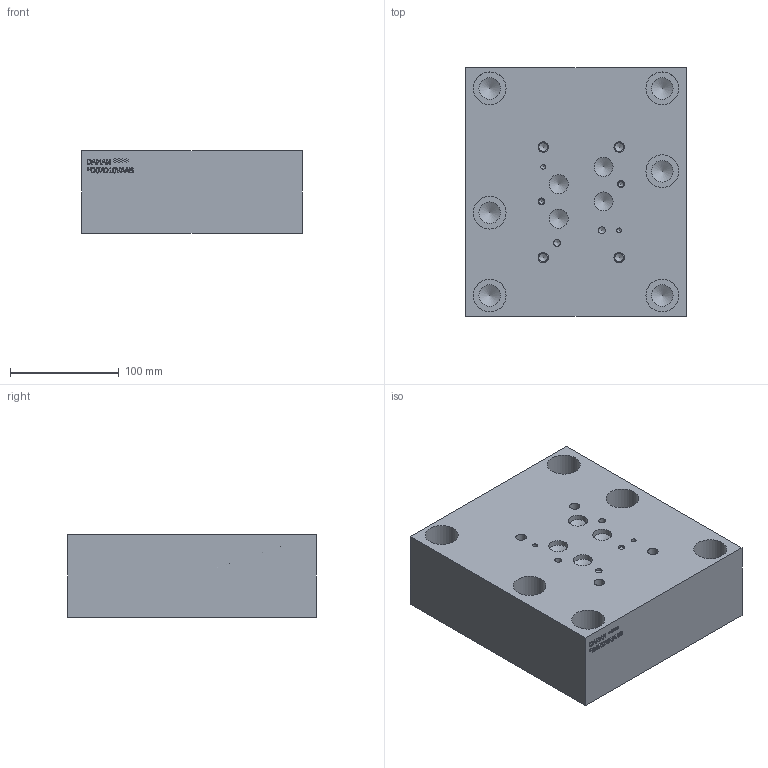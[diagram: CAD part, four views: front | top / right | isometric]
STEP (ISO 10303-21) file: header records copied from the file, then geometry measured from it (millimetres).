
FILE_DESCRIPTION(/* description */ (''),/* implementation_level */ '2;1');
FILE_NAME(/* name */ '_D07D10VAAB.stp',/* time_stamp */ '2020-09-24T16:42:52-04:00',/* author */ ('DEVONN'),/* organization */ (''),/* preprocessor_version */ 'ST-DEVELOPER v17',/* originating_system */ 'Autodesk Inventor 2019',/* authorisation */ '');
FILE_SCHEMA (('AUTOMOTIVE_DESIGN { 1 0 10303 214 3 1 1 }'));
Length unit declared in the file: millimetre
Products named in the file (1): Part_DD07D10VAAB.D08252R2_3D
Bounding box: 203.2 x 228.6 x 76.2 mm (x, y, z)
Volume: 3327874.9 mm3; surface area: 191322 mm2
Topology: 1 solids, 1 shells, 413 faces, 1142 edges, 779 vertices
Faces by surface type: plane 262, bspline 63, cylinder 53, cone 35
Full cylindrical faces by diameter (mm): 4.343 x2, 5.105 x2, 6.35 x7, 7.925 x4, 9.525 x4, 11.125 x2, 17.475 x4, 19.837 x12, 25.4 x2, 30.175 x6, 31.75 x4, 44.45 x4
Entity records: 13687 total; most frequent: CARTESIAN_POINT 3119, ORIENTED_EDGE 2214, DIRECTION 1877, EDGE_CURVE 1107, LINE 787, VECTOR 787, VERTEX_POINT 779, AXIS2_PLACEMENT_3D 545
